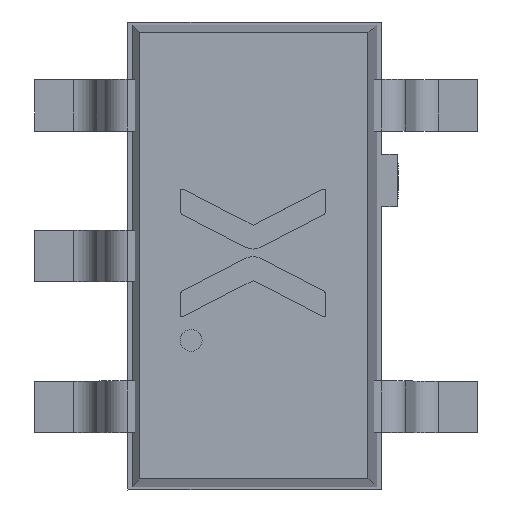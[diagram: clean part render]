
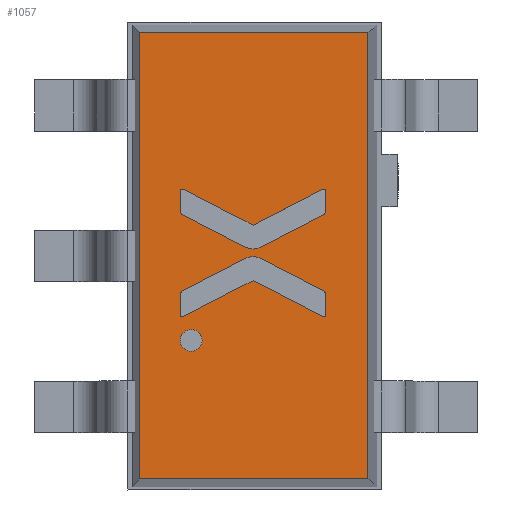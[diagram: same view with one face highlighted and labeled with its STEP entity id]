
A CAD part, top view. The second image highlights one B-rep face of the part: STEP entity #1057.
In plain terms, the highlighted face is planar.
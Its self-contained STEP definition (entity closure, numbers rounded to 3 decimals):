
#39=FACE_BOUND('',#189,.T.);
#40=FACE_BOUND('',#190,.T.);
#41=FACE_BOUND('',#191,.T.);
#84=CIRCLE('',#1156,0.013);
#86=CIRCLE('',#1159,0.013);
#88=CIRCLE('',#1162,0.069);
#90=CIRCLE('',#1165,0.1);
#92=CIRCLE('',#1168,0.036);
#93=CIRCLE('',#1169,0.036);
#94=CIRCLE('',#1170,0.1);
#95=CIRCLE('',#1171,0.036);
#96=CIRCLE('',#1172,0.013);
#97=CIRCLE('',#1173,0.013);
#98=CIRCLE('',#1174,0.036);
#130=FACE_OUTER_BOUND('',#188,.T.);
#188=EDGE_LOOP('',(#782,#783,#784,#785));
#189=EDGE_LOOP('',(#786,#787,#788,#789,#790,#791,#792,#793,#794,#795,#796));
#190=EDGE_LOOP('',(#797));
#191=EDGE_LOOP('',(#798,#799,#800,#801,#802,#803,#804,#805,#806,#807,#808));
#268=LINE('',#1659,#381);
#269=LINE('',#1661,#382);
#270=LINE('',#1663,#383);
#271=LINE('',#1664,#384);
#272=LINE('',#1668,#385);
#273=LINE('',#1670,#386);
#274=LINE('',#1671,#387);
#275=LINE('',#1673,#388);
#276=LINE('',#1677,#389);
#277=LINE('',#1680,#390);
#278=LINE('',#1682,#391);
#279=LINE('',#1686,#392);
#280=LINE('',#1690,#393);
#281=LINE('',#1692,#394);
#282=LINE('',#1696,#395);
#283=LINE('',#1699,#396);
#381=VECTOR('',#1336,1000.);
#382=VECTOR('',#1337,1000.);
#383=VECTOR('',#1338,1000.);
#384=VECTOR('',#1339,1000.);
#385=VECTOR('',#1342,1000.);
#386=VECTOR('',#1343,1000.);
#387=VECTOR('',#1344,1000.);
#388=VECTOR('',#1345,1000.);
#389=VECTOR('',#1348,1000.);
#390=VECTOR('',#1351,1000.);
#391=VECTOR('',#1352,1000.);
#392=VECTOR('',#1355,1000.);
#393=VECTOR('',#1358,1000.);
#394=VECTOR('',#1359,1000.);
#395=VECTOR('',#1362,1000.);
#396=VECTOR('',#1365,1000.);
#481=VERTEX_POINT('',#1624);
#482=VERTEX_POINT('',#1625);
#485=VERTEX_POINT('',#1633);
#486=VERTEX_POINT('',#1634);
#489=VERTEX_POINT('',#1642);
#491=VERTEX_POINT('',#1648);
#492=VERTEX_POINT('',#1649);
#495=VERTEX_POINT('',#1657);
#496=VERTEX_POINT('',#1658);
#497=VERTEX_POINT('',#1660);
#498=VERTEX_POINT('',#1662);
#499=VERTEX_POINT('',#1665);
#500=VERTEX_POINT('',#1666);
#501=VERTEX_POINT('',#1669);
#502=VERTEX_POINT('',#1672);
#503=VERTEX_POINT('',#1674);
#504=VERTEX_POINT('',#1676);
#505=VERTEX_POINT('',#1678);
#506=VERTEX_POINT('',#1681);
#507=VERTEX_POINT('',#1683);
#508=VERTEX_POINT('',#1685);
#509=VERTEX_POINT('',#1687);
#510=VERTEX_POINT('',#1689);
#511=VERTEX_POINT('',#1691);
#512=VERTEX_POINT('',#1693);
#513=VERTEX_POINT('',#1695);
#514=VERTEX_POINT('',#1697);
#589=EDGE_CURVE('',#481,#482,#84,.T.);
#593=EDGE_CURVE('',#485,#486,#86,.T.);
#597=EDGE_CURVE('',#489,#489,#88,.T.);
#600=EDGE_CURVE('',#491,#492,#90,.T.);
#604=EDGE_CURVE('',#495,#496,#268,.T.);
#605=EDGE_CURVE('',#496,#497,#269,.T.);
#606=EDGE_CURVE('',#497,#498,#270,.T.);
#607=EDGE_CURVE('',#498,#495,#271,.T.);
#608=EDGE_CURVE('',#499,#500,#92,.T.);
#609=EDGE_CURVE('',#482,#499,#272,.T.);
#610=EDGE_CURVE('',#501,#481,#273,.T.);
#611=EDGE_CURVE('',#486,#501,#274,.T.);
#612=EDGE_CURVE('',#502,#485,#275,.T.);
#613=EDGE_CURVE('',#503,#502,#93,.T.);
#614=EDGE_CURVE('',#504,#503,#276,.T.);
#615=EDGE_CURVE('',#505,#504,#94,.T.);
#616=EDGE_CURVE('',#500,#505,#277,.T.);
#617=EDGE_CURVE('',#506,#491,#278,.T.);
#618=EDGE_CURVE('',#507,#506,#95,.T.);
#619=EDGE_CURVE('',#508,#507,#279,.T.);
#620=EDGE_CURVE('',#509,#508,#96,.T.);
#621=EDGE_CURVE('',#510,#509,#280,.T.);
#622=EDGE_CURVE('',#511,#510,#281,.T.);
#623=EDGE_CURVE('',#512,#511,#97,.T.);
#624=EDGE_CURVE('',#513,#512,#282,.T.);
#625=EDGE_CURVE('',#514,#513,#98,.T.);
#626=EDGE_CURVE('',#492,#514,#283,.T.);
#782=ORIENTED_EDGE('',*,*,#604,.T.);
#783=ORIENTED_EDGE('',*,*,#605,.T.);
#784=ORIENTED_EDGE('',*,*,#606,.T.);
#785=ORIENTED_EDGE('',*,*,#607,.T.);
#786=ORIENTED_EDGE('',*,*,#608,.F.);
#787=ORIENTED_EDGE('',*,*,#609,.F.);
#788=ORIENTED_EDGE('',*,*,#589,.F.);
#789=ORIENTED_EDGE('',*,*,#610,.F.);
#790=ORIENTED_EDGE('',*,*,#611,.F.);
#791=ORIENTED_EDGE('',*,*,#593,.F.);
#792=ORIENTED_EDGE('',*,*,#612,.F.);
#793=ORIENTED_EDGE('',*,*,#613,.F.);
#794=ORIENTED_EDGE('',*,*,#614,.F.);
#795=ORIENTED_EDGE('',*,*,#615,.F.);
#796=ORIENTED_EDGE('',*,*,#616,.F.);
#797=ORIENTED_EDGE('',*,*,#597,.F.);
#798=ORIENTED_EDGE('',*,*,#600,.F.);
#799=ORIENTED_EDGE('',*,*,#617,.F.);
#800=ORIENTED_EDGE('',*,*,#618,.F.);
#801=ORIENTED_EDGE('',*,*,#619,.F.);
#802=ORIENTED_EDGE('',*,*,#620,.F.);
#803=ORIENTED_EDGE('',*,*,#621,.F.);
#804=ORIENTED_EDGE('',*,*,#622,.F.);
#805=ORIENTED_EDGE('',*,*,#623,.F.);
#806=ORIENTED_EDGE('',*,*,#624,.F.);
#807=ORIENTED_EDGE('',*,*,#625,.F.);
#808=ORIENTED_EDGE('',*,*,#626,.F.);
#1010=PLANE('',#1167);
#1057=ADVANCED_FACE('',(#130,#39,#40,#41),#1010,.F.);
#1156=AXIS2_PLACEMENT_3D('',#1626,#1305,#1306);
#1159=AXIS2_PLACEMENT_3D('',#1635,#1313,#1314);
#1162=AXIS2_PLACEMENT_3D('',#1643,#1321,#1322);
#1165=AXIS2_PLACEMENT_3D('',#1650,#1328,#1329);
#1167=AXIS2_PLACEMENT_3D('',#1656,#1334,#1335);
#1168=AXIS2_PLACEMENT_3D('',#1667,#1340,#1341);
#1169=AXIS2_PLACEMENT_3D('',#1675,#1346,#1347);
#1170=AXIS2_PLACEMENT_3D('',#1679,#1349,#1350);
#1171=AXIS2_PLACEMENT_3D('',#1684,#1353,#1354);
#1172=AXIS2_PLACEMENT_3D('',#1688,#1356,#1357);
#1173=AXIS2_PLACEMENT_3D('',#1694,#1360,#1361);
#1174=AXIS2_PLACEMENT_3D('',#1698,#1363,#1364);
#1305=DIRECTION('center_axis',(0.,1.,0.));
#1306=DIRECTION('ref_axis',(0.,0.,-1.));
#1313=DIRECTION('center_axis',(0.,1.,0.));
#1314=DIRECTION('ref_axis',(0.,0.,-1.));
#1321=DIRECTION('center_axis',(0.,1.,0.));
#1322=DIRECTION('ref_axis',(0.,0.,-1.));
#1328=DIRECTION('center_axis',(0.,1.,0.));
#1329=DIRECTION('ref_axis',(0.,0.,-1.));
#1334=DIRECTION('center_axis',(0.,-1.,0.));
#1335=DIRECTION('ref_axis',(0.,0.,-1.));
#1336=DIRECTION('',(0.,0.,1.));
#1337=DIRECTION('',(1.,0.,0.));
#1338=DIRECTION('',(0.,0.,-1.));
#1339=DIRECTION('',(-1.,0.,0.));
#1340=DIRECTION('center_axis',(0.,1.,0.));
#1341=DIRECTION('ref_axis',(0.,0.,-1.));
#1342=DIRECTION('',(-1.,0.,0.));
#1343=DIRECTION('',(0.456,0.,-0.89));
#1344=DIRECTION('',(-0.456,0.,-0.89));
#1345=DIRECTION('',(1.,0.,0.));
#1346=DIRECTION('center_axis',(0.,1.,0.));
#1347=DIRECTION('ref_axis',(0.,0.,-1.));
#1348=DIRECTION('',(0.456,0.,0.89));
#1349=DIRECTION('center_axis',(0.,1.,0.));
#1350=DIRECTION('ref_axis',(0.,0.,-1.));
#1351=DIRECTION('',(-0.456,0.,0.89));
#1352=DIRECTION('',(0.456,0.,-0.89));
#1353=DIRECTION('center_axis',(0.,1.,0.));
#1354=DIRECTION('ref_axis',(0.,0.,-1.));
#1355=DIRECTION('',(1.,0.,0.));
#1356=DIRECTION('center_axis',(0.,1.,0.));
#1357=DIRECTION('ref_axis',(0.,0.,-1.));
#1358=DIRECTION('',(-0.456,0.,0.89));
#1359=DIRECTION('',(0.456,0.,0.89));
#1360=DIRECTION('center_axis',(0.,1.,0.));
#1361=DIRECTION('ref_axis',(0.,0.,-1.));
#1362=DIRECTION('',(-1.,0.,0.));
#1363=DIRECTION('center_axis',(0.,1.,0.));
#1364=DIRECTION('ref_axis',(0.,0.,-1.));
#1365=DIRECTION('',(-0.456,0.,-0.89));
#1624=CARTESIAN_POINT('',(1.875,0.4,-1.214));
#1625=CARTESIAN_POINT('',(1.863,0.4,-1.233));
#1626=CARTESIAN_POINT('Origin',(1.863,0.4,-1.22));
#1633=CARTESIAN_POINT('',(1.863,0.4,-0.314));
#1634=CARTESIAN_POINT('',(1.875,0.4,-0.333));
#1635=CARTESIAN_POINT('Origin',(1.863,0.4,-0.327));
#1642=CARTESIAN_POINT('',(0.853,0.4,-1.164));
#1643=CARTESIAN_POINT('Origin',(0.922,0.4,-1.164));
#1648=CARTESIAN_POINT('',(1.44,0.4,-0.728));
#1649=CARTESIAN_POINT('',(1.44,0.4,-0.819));
#1650=CARTESIAN_POINT('Origin',(1.351,0.4,-0.773));
#1656=CARTESIAN_POINT('Origin',(0.,0.4,0.));
#1657=CARTESIAN_POINT('',(0.049,0.4,-1.491));
#1658=CARTESIAN_POINT('',(0.049,0.4,-0.049));
#1659=CARTESIAN_POINT('',(0.049,0.4,0.));
#1660=CARTESIAN_POINT('',(2.861,0.4,-0.049));
#1661=CARTESIAN_POINT('',(0.,0.4,-0.049));
#1662=CARTESIAN_POINT('',(2.861,0.4,-1.491));
#1663=CARTESIAN_POINT('',(2.861,0.4,0.));
#1664=CARTESIAN_POINT('',(0.,0.4,-1.491));
#1665=CARTESIAN_POINT('',(1.744,0.4,-1.233));
#1666=CARTESIAN_POINT('',(1.711,0.4,-1.213));
#1667=CARTESIAN_POINT('Origin',(1.744,0.4,-1.197));
#1668=CARTESIAN_POINT('',(0.,0.4,-1.233));
#1669=CARTESIAN_POINT('',(1.649,0.4,-0.773));
#1670=CARTESIAN_POINT('',(0.992,0.4,0.509));
#1671=CARTESIAN_POINT('',(1.62,0.4,-0.831));
#1672=CARTESIAN_POINT('',(1.744,0.4,-0.314));
#1673=CARTESIAN_POINT('',(0.,0.4,-0.314));
#1674=CARTESIAN_POINT('',(1.711,0.4,-0.333));
#1675=CARTESIAN_POINT('Origin',(1.744,0.4,-0.35));
#1676=CARTESIAN_POINT('',(1.509,0.4,-0.728));
#1677=CARTESIAN_POINT('',(1.49,0.4,-0.764));
#1678=CARTESIAN_POINT('',(1.509,0.4,-0.819));
#1679=CARTESIAN_POINT('Origin',(1.598,0.4,-0.773));
#1680=CARTESIAN_POINT('',(0.862,0.4,0.442));
#1681=CARTESIAN_POINT('',(1.238,0.4,-0.333));
#1682=CARTESIAN_POINT('',(0.845,0.4,0.433));
#1683=CARTESIAN_POINT('',(1.206,0.4,-0.314));
#1684=CARTESIAN_POINT('Origin',(1.206,0.4,-0.35));
#1685=CARTESIAN_POINT('',(1.086,0.4,-0.314));
#1686=CARTESIAN_POINT('',(0.,0.4,-0.314));
#1687=CARTESIAN_POINT('',(1.074,0.4,-0.333));
#1688=CARTESIAN_POINT('Origin',(1.086,0.4,-0.327));
#1689=CARTESIAN_POINT('',(1.3,0.4,-0.773));
#1690=CARTESIAN_POINT('',(0.715,0.4,0.367));
#1691=CARTESIAN_POINT('',(1.074,0.4,-1.214));
#1692=CARTESIAN_POINT('',(1.343,0.4,-0.689));
#1693=CARTESIAN_POINT('',(1.086,0.4,-1.233));
#1694=CARTESIAN_POINT('Origin',(1.086,0.4,-1.22));
#1695=CARTESIAN_POINT('',(1.206,0.4,-1.233));
#1696=CARTESIAN_POINT('',(0.,0.4,-1.233));
#1697=CARTESIAN_POINT('',(1.238,0.4,-1.213));
#1698=CARTESIAN_POINT('Origin',(1.206,0.4,-1.197));
#1699=CARTESIAN_POINT('',(1.473,0.4,-0.755));
